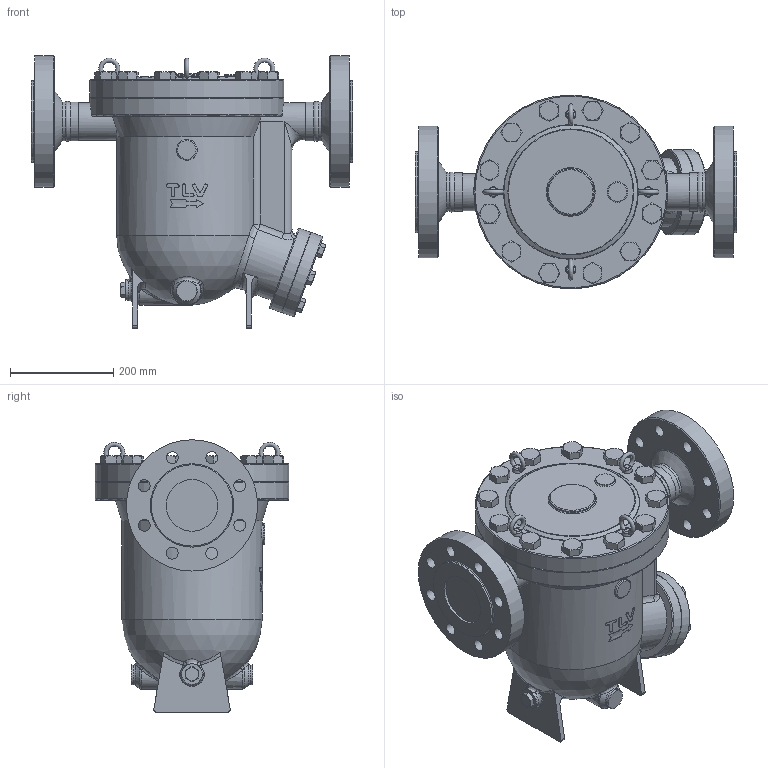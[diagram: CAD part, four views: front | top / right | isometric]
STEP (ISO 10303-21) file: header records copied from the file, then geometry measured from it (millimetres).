
FILE_DESCRIPTION((''),'2;1');
FILE_NAME('jh8rb-100-a0600-00.stp','2010-09-16T15:55:56',('nakaot'),(''),'Autodesk Inventor 2008','Autodesk Inventor 2008','');
FILE_SCHEMA(('AUTOMOTIVE_DESIGN { 1 0 10303 214 1 1 1 1 }'));
Length unit declared in the file: millimetre
Products named in the file (1): jh8rb-100-a0600-00
Bounding box: 621.8 x 375 x 527 mm (x, y, z)
Volume: 35392918.4 mm3; surface area: 1252417.9 mm2
Topology: 1 solids, 7 shells, 570 faces, 1345 edges, 840 vertices
Faces by surface type: plane 226, bspline 136, cone 122, cylinder 64, torus 21, sphere 1
Full cylindrical faces by diameter (mm): 16 x6, 23 x8, 24 x12, 36 x1, 38.672 x1, 40 x2, 72 x2, 75 x3, 90 x1, 100 x1, 105 x1, 157.2 x1, 165 x2, 254 x1, 286 x1, 375 x2
Entity records: 28970 total; most frequent: CARTESIAN_POINT 17837, ORIENTED_EDGE 2302, DIRECTION 2026, EDGE_CURVE 1151, AXIS2_PLACEMENT_3D 858, EDGE_LOOP 835, VERTEX_POINT 784, FACE_OUTER_BOUND 570
